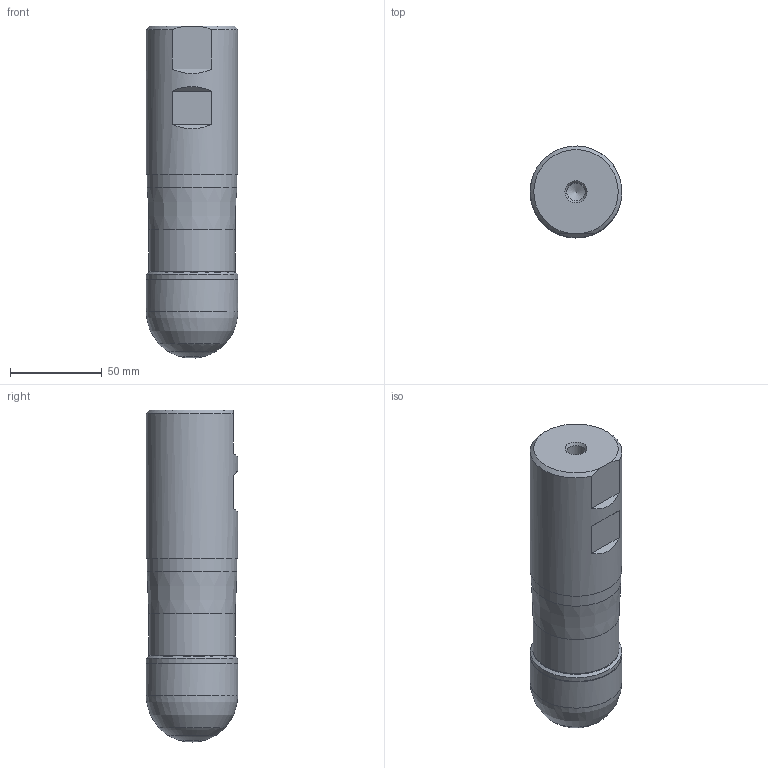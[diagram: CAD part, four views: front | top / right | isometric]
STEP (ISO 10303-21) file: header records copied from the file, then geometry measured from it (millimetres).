
FILE_DESCRIPTION(/* description */ (''),/* implementation_level */ '2;1');
FILE_NAME(/* name */ '50L2R100B50-SZP50-C_115009978ndi000_00-SIM.stp',/* time_stamp */ '2020-01-22T10:28:30+01:00',/* author */ (''),/* organization */ (''),/* preprocessor_version */ 'ST-DEVELOPER v16.7',/* originating_system */ 'SIEMENS PLM Software NX 12.0',/* authorisation */ '');
FILE_SCHEMA (('AUTOMOTIVE_DESIGN { 1 0 10303 214 3 1 1 1 }'));
Length unit declared in the file: millimetre
Products named in the file (1): hm152AD8AEB2htax
Bounding box: 50 x 50 x 180.92 mm (x, y, z)
Volume: 369272.2 mm3; surface area: 42961.4 mm2
Topology: 2 solids, 2 shells, 56 faces, 144 edges, 95 vertices
Faces by surface type: revolution 31, cone 9, plane 8, cylinder 5, sphere 3
Full cylindrical faces by diameter (mm): 10 x1, 45.192 x1, 47 x1, 49 x1, 50 x1
Entity records: 1349 total; most frequent: CARTESIAN_POINT 289, DIRECTION 217, ORIENTED_EDGE 126, EDGE_LOOP 105, FACE_BOUND 99, AXIS2_PLACEMENT_3D 84, EDGE_CURVE 63, VERTEX_POINT 59
